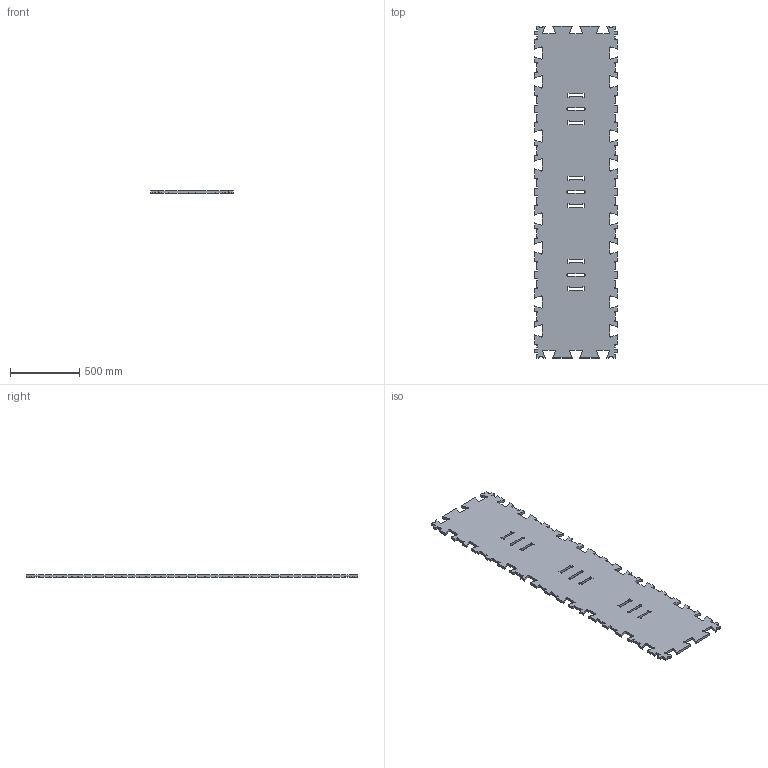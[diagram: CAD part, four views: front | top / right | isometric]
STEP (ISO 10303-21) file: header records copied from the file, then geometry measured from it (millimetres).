
FILE_DESCRIPTION(('Open CASCADE Model'),'2;1');
FILE_NAME('Open CASCADE Shape Model','2024-03-06T16:57:01',('Author'),( 'Open CASCADE'),'Open CASCADE STEP processor 7.7','Open CASCADE 7.7' ,'Unknown');
FILE_SCHEMA(('AUTOMOTIVE_DESIGN { 1 0 10303 214 1 1 1 1 }'));
Length unit declared in the file: millimetre
Products named in the file (1): Open CASCADE STEP translator 7.7 6
Bounding box: 600 x 2400 x 18 mm (x, y, z)
Volume: 23216272.2 mm3; surface area: 2824088.2 mm2
Topology: 1 solids, 1 shells, 490 faces, 1464 edges, 976 vertices
Faces by surface type: plane 384, cylinder 106
Entity records: 16386 total; most frequent: CARTESIAN_POINT 2931, ORIENTED_EDGE 2928, DIRECTION 2658, EDGE_CURVE 1464, LINE 1252, VECTOR 1252, VERTEX_POINT 976, AXIS2_PLACEMENT_3D 703
